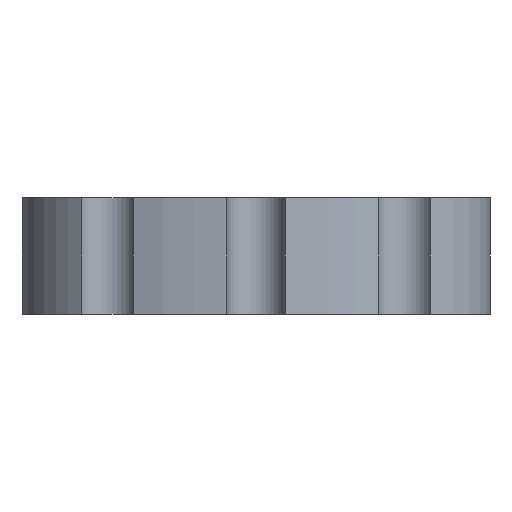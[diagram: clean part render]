
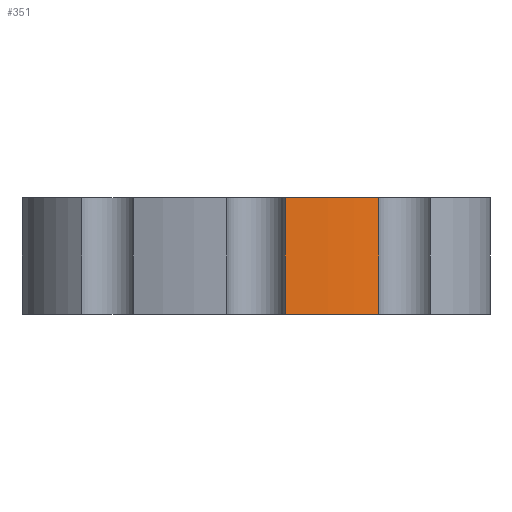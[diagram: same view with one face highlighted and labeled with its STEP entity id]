
A CAD part, front view. The second image highlights one B-rep face of the part: STEP entity #351.
In plain terms, the highlighted free-form (B-spline) face has degree [3, 1] with [4, 2] control points.
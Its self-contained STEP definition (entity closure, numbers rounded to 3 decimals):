
#10 = CARTESIAN_POINT ( 'NONE',  ( 0.999, -39.961, 4. ) ) ;
#27 = CARTESIAN_POINT ( 'NONE',  ( 2.137, -39.871, 4. ) ) ;
#30 = VECTOR ( 'NONE', #652, 1000. ) ;
#44 = CARTESIAN_POINT ( 'NONE',  ( 4.196, -39.257, 0. ) ) ;
#67 = VERTEX_POINT ( 'NONE', #928 ) ;
#119 = LINE ( 'NONE', #44, #166 ) ;
#120 = CARTESIAN_POINT ( 'NONE',  ( 0.999, -39.961, 0. ) ) ;
#123 = DIRECTION ( 'NONE',  ( 0., 0., -1. ) ) ;
#154 = ORIENTED_EDGE ( 'NONE', *, *, #816, .F. ) ;
#159 = VERTEX_POINT ( 'NONE', #706 ) ;
#166 = VECTOR ( 'NONE', #123, 1000. ) ;
#169 = VERTEX_POINT ( 'NONE', #1164 ) ;
#274 = CARTESIAN_POINT ( 'NONE',  ( 0.999, -39.961, 0. ) ) ;
#344 = CARTESIAN_POINT ( 'NONE',  ( 3.219, -39.633, 0. ) ) ;
#351 = ADVANCED_FACE ( 'NONE', ( #451 ), #374, .T. ) ;
#374 =( BOUNDED_SURFACE ( )  B_SPLINE_SURFACE ( 3, 1, ( 
 ( #274, #10 ),
 ( #1007, #829 ),
 ( #344, #1170 ),
 ( #712, #1072 ) ),
 .UNSPECIFIED., .F., .F., .F. ) 
 B_SPLINE_SURFACE_WITH_KNOTS ( ( 4, 4 ),
 ( 2, 2 ),
 ( 0., 1. ),
 ( 0., 1. ),
 .UNSPECIFIED. ) 
 GEOMETRIC_REPRESENTATION_ITEM ( )  RATIONAL_B_SPLINE_SURFACE ( (
 ( 1., 1.),
 ( 0.985, 0.985),
 ( 0.985, 0.985),
 ( 1., 1.) ) ) 
 REPRESENTATION_ITEM ( '' )  SURFACE ( )  );
#380 = CARTESIAN_POINT ( 'NONE',  ( 3.219, -39.633, 0. ) ) ;
#385 = CARTESIAN_POINT ( 'NONE',  ( 3.219, -39.633, 4. ) ) ;
#432 = ORIENTED_EDGE ( 'NONE', *, *, #810, .T. ) ;
#451 = FACE_OUTER_BOUND ( 'NONE', #1099, .T. ) ;
#552 = VERTEX_POINT ( 'NONE', #1157 ) ;
#578 = CARTESIAN_POINT ( 'NONE',  ( 2.137, -39.871, 0. ) ) ;
#606 = CARTESIAN_POINT ( 'NONE',  ( 4.196, -39.257, 4. ) ) ;
#652 = DIRECTION ( 'NONE',  ( 0., 0., 1. ) ) ;
#658 = LINE ( 'NONE', #120, #30 ) ;
#706 = CARTESIAN_POINT ( 'NONE',  ( 0.999, -39.961, 0. ) ) ;
#712 = CARTESIAN_POINT ( 'NONE',  ( 4.196, -39.257, 0. ) ) ;
#762 = EDGE_CURVE ( 'NONE', #159, #169, #658, .T. ) ;
#777 =( BOUNDED_CURVE ( )  B_SPLINE_CURVE ( 3, ( #1029, #578, #380, #1018 ),
 .UNSPECIFIED., .F., .T. ) 
 B_SPLINE_CURVE_WITH_KNOTS ( ( 4, 4 ),
 ( 4.838, 5.265 ),
 .UNSPECIFIED. ) 
 CURVE ( )  GEOMETRIC_REPRESENTATION_ITEM ( )  RATIONAL_B_SPLINE_CURVE ( ( 1., 0.985, 0.985, 1. ) ) 
 REPRESENTATION_ITEM ( '' )  );
#797 = ORIENTED_EDGE ( 'NONE', *, *, #762, .F. ) ;
#810 = EDGE_CURVE ( 'NONE', #159, #552, #777, .T. ) ;
#816 = EDGE_CURVE ( 'NONE', #169, #67, #900, .T. ) ;
#829 = CARTESIAN_POINT ( 'NONE',  ( 2.137, -39.871, 4. ) ) ;
#837 = CARTESIAN_POINT ( 'NONE',  ( 0.999, -39.961, 4. ) ) ;
#900 =( BOUNDED_CURVE ( )  B_SPLINE_CURVE ( 3, ( #837, #27, #385, #606 ),
 .UNSPECIFIED., .F., .T. ) 
 B_SPLINE_CURVE_WITH_KNOTS ( ( 4, 4 ),
 ( 4.838, 5.265 ),
 .UNSPECIFIED. ) 
 CURVE ( )  GEOMETRIC_REPRESENTATION_ITEM ( )  RATIONAL_B_SPLINE_CURVE ( ( 1., 0.985, 0.985, 1. ) ) 
 REPRESENTATION_ITEM ( '' )  );
#928 = CARTESIAN_POINT ( 'NONE',  ( 4.196, -39.257, 4. ) ) ;
#1007 = CARTESIAN_POINT ( 'NONE',  ( 2.137, -39.871, 0. ) ) ;
#1018 = CARTESIAN_POINT ( 'NONE',  ( 4.196, -39.257, 0. ) ) ;
#1022 = ORIENTED_EDGE ( 'NONE', *, *, #1149, .F. ) ;
#1029 = CARTESIAN_POINT ( 'NONE',  ( 0.999, -39.961, 0. ) ) ;
#1072 = CARTESIAN_POINT ( 'NONE',  ( 4.196, -39.257, 4. ) ) ;
#1099 = EDGE_LOOP ( 'NONE', ( #1022, #154, #797, #432 ) ) ;
#1149 = EDGE_CURVE ( 'NONE', #67, #552, #119, .T. ) ;
#1157 = CARTESIAN_POINT ( 'NONE',  ( 4.196, -39.257, 0. ) ) ;
#1164 = CARTESIAN_POINT ( 'NONE',  ( 0.999, -39.961, 4. ) ) ;
#1170 = CARTESIAN_POINT ( 'NONE',  ( 3.219, -39.633, 4. ) ) ;
